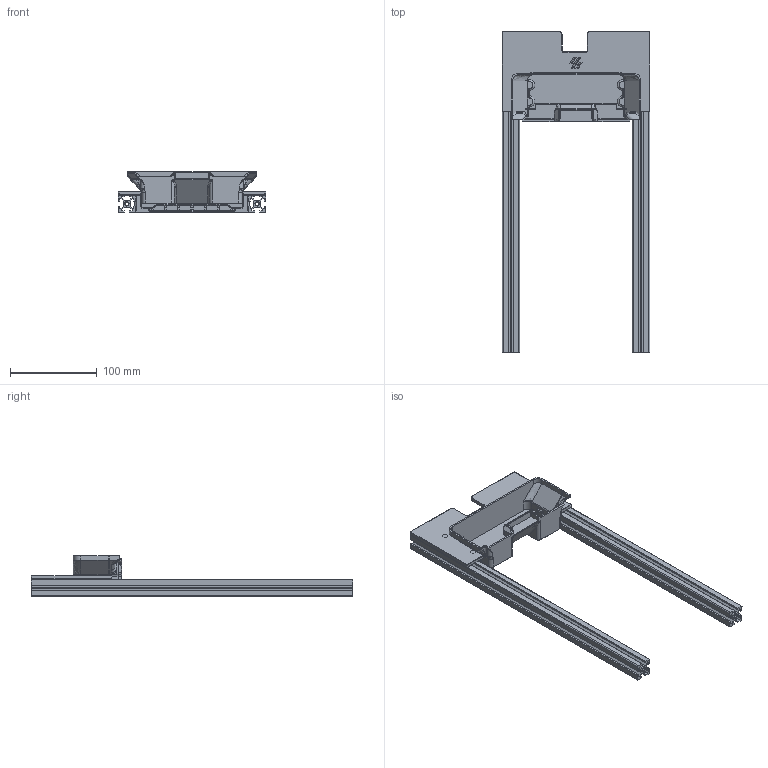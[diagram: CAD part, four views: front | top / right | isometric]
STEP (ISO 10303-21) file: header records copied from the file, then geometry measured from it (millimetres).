
FILE_DESCRIPTION(/* description */ (''),/* implementation_level */ '2;1');
FILE_NAME(/* name */ 'Mandala_BedPan.stp',/* time_stamp */ '2022-07-24T17:33:19+02:00',/* author */ ('Rama'),/* organization */ (''),/* preprocessor_version */ 'ST-DEVELOPER v18.1',/* originating_system */ 'Autodesk Inventor 2022',/* authorisation */ '');
FILE_SCHEMA (('AUTOMOTIVE_DESIGN { 1 0 10303 214 3 1 1 }'));
Length unit declared in the file: millimetre
Products named in the file (8): Ramabed; Ramabed Cover; bed wago mount; CableHolder; Bauteil1800; Bucket_Final_Offset; BucketFinal_Offset; BucketFinal_Offset_1
Assembly tree (8 placements, depth 3):
  Ramabed
    Ramabed Cover
    bed wago mount
    CableHolder
    Bauteil1800  x2
    Bucket_Final_Offset
      BucketFinal_Offset
      BucketFinal_Offset_1
Bounding box: 169.8 x 370 x 47 mm (x, y, z)
Volume: 254682.6 mm3; surface area: 219229.9 mm2
Topology: 7 solids, 7 shells, 1247 faces, 3210 edges, 2022 vertices
Faces by surface type: plane 793, cylinder 198, bspline 162, cone 68, torus 16, sphere 10
Full cylindrical faces by diameter (mm): 3.4 x5, 4.134 x4, 4.2 x2, 6 x4, 6.12 x12, 6.15 x8
Entity records: 45522 total; most frequent: CARTESIAN_POINT 17122, ORIENTED_EDGE 6004, DIRECTION 5347, EDGE_CURVE 3002, LINE 2171, VECTOR 2171, VERTEX_POINT 1893, AXIS2_PLACEMENT_3D 1588
